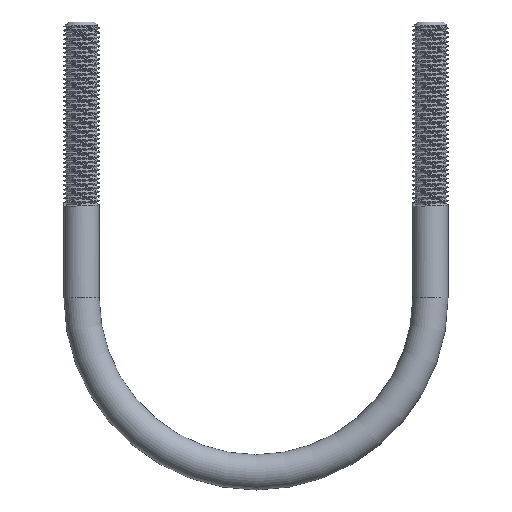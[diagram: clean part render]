
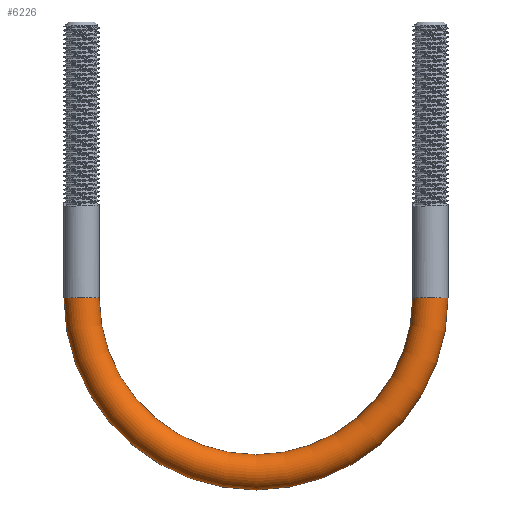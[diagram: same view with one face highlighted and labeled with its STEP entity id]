
A CAD part, front view. The second image highlights one B-rep face of the part: STEP entity #6226.
In plain terms, the highlighted toroidal (fillet/blend) face has major radius 39.5 mm and minor radius 4 mm.
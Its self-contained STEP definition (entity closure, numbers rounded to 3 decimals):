
#1556 = AXIS2_PLACEMENT_3D ( 'NONE', #15969, #7202, #5498 ) ;
#2414 = DIRECTION ( 'NONE',  ( 0., 0., -1. ) ) ;
#2728 = ORIENTED_EDGE ( 'NONE', *, *, #13933, .T. ) ;
#3487 = CARTESIAN_POINT ( 'NONE',  ( 23., 0., -134.142 ) ) ;
#3623 = EDGE_CURVE ( 'NONE', #16163, #15738, #9977, .T. ) ;
#4454 = EDGE_CURVE ( 'NONE', #16872, #15738, #16300, .T. ) ;
#5280 = DIRECTION ( 'NONE',  ( 0., 1., 0. ) ) ;
#5498 = DIRECTION ( 'NONE',  ( 1., 0., 0. ) ) ;
#5961 = CARTESIAN_POINT ( 'NONE',  ( 66.5, 0., -134.142 ) ) ;
#6097 = VERTEX_POINT ( 'NONE', #15126 ) ;
#6226 = ADVANCED_FACE ( 'NONE', ( #11513 ), #7888, .T. ) ;
#6474 = EDGE_LOOP ( 'NONE', ( #15312, #7890, #2728, #13390 ) ) ;
#7202 = DIRECTION ( 'NONE',  ( 0., 0., 1. ) ) ;
#7439 = DIRECTION ( 'NONE',  ( 0., 0., 1. ) ) ;
#7888 = TOROIDAL_SURFACE ( 'NONE', #14821, 39.5, 4. ) ;
#7890 = ORIENTED_EDGE ( 'NONE', *, *, #10920, .F. ) ;
#8675 = CARTESIAN_POINT ( 'NONE',  ( 23., 0., -134.142 ) ) ;
#8964 = CIRCLE ( 'NONE', #11992, 35.5 ) ;
#9416 = CIRCLE ( 'NONE', #1556, 4. ) ;
#9977 = CIRCLE ( 'NONE', #10595, 43.5 ) ;
#10420 = CARTESIAN_POINT ( 'NONE',  ( -20.5, 0., -134.142 ) ) ;
#10595 = AXIS2_PLACEMENT_3D ( 'NONE', #3487, #5280, #16704 ) ;
#10920 = EDGE_CURVE ( 'NONE', #6097, #16163, #9416, .T. ) ;
#11031 = CARTESIAN_POINT ( 'NONE',  ( -16.5, 0., -134.142 ) ) ;
#11476 = AXIS2_PLACEMENT_3D ( 'NONE', #11031, #2414, #14127 ) ;
#11513 = FACE_OUTER_BOUND ( 'NONE', #6474, .T. ) ;
#11992 = AXIS2_PLACEMENT_3D ( 'NONE', #17430, #13009, #7439 ) ;
#13009 = DIRECTION ( 'NONE',  ( 0., 1., 0. ) ) ;
#13390 = ORIENTED_EDGE ( 'NONE', *, *, #4454, .T. ) ;
#13933 = EDGE_CURVE ( 'NONE', #6097, #16872, #8964, .T. ) ;
#14127 = DIRECTION ( 'NONE',  ( -1., 0., 0. ) ) ;
#14617 = DIRECTION ( 'NONE',  ( 0., 0., 1. ) ) ;
#14821 = AXIS2_PLACEMENT_3D ( 'NONE', #8675, #17439, #14617 ) ;
#15126 = CARTESIAN_POINT ( 'NONE',  ( 58.5, 0., -134.142 ) ) ;
#15312 = ORIENTED_EDGE ( 'NONE', *, *, #3623, .F. ) ;
#15738 = VERTEX_POINT ( 'NONE', #10420 ) ;
#15969 = CARTESIAN_POINT ( 'NONE',  ( 62.5, 0., -134.142 ) ) ;
#16163 = VERTEX_POINT ( 'NONE', #5961 ) ;
#16300 = CIRCLE ( 'NONE', #11476, 4. ) ;
#16704 = DIRECTION ( 'NONE',  ( 0., 0., 1. ) ) ;
#16872 = VERTEX_POINT ( 'NONE', #17548 ) ;
#17430 = CARTESIAN_POINT ( 'NONE',  ( 23., 0., -134.142 ) ) ;
#17439 = DIRECTION ( 'NONE',  ( 0., 1., 0. ) ) ;
#17548 = CARTESIAN_POINT ( 'NONE',  ( -12.5, 0., -134.142 ) ) ;
